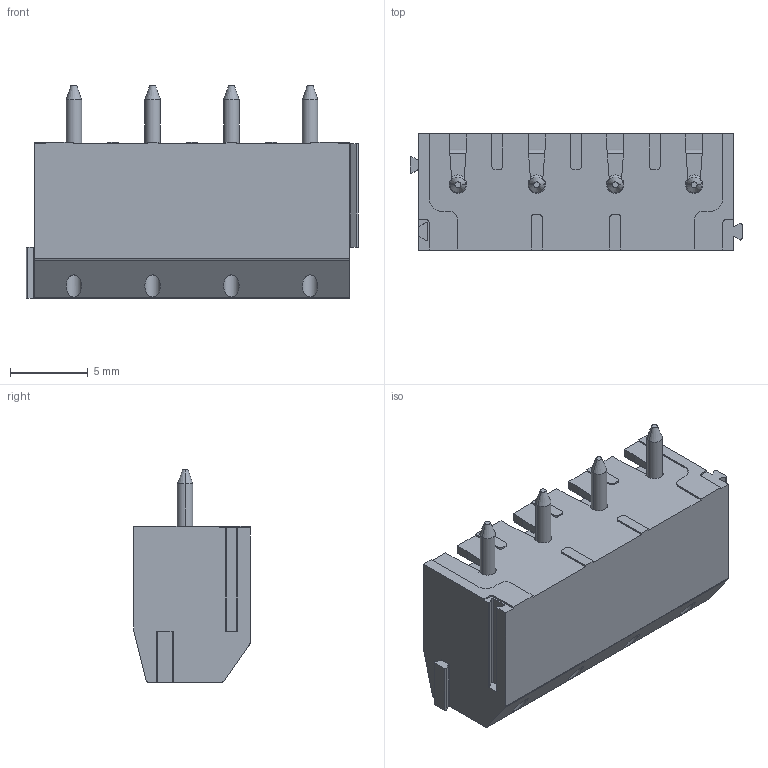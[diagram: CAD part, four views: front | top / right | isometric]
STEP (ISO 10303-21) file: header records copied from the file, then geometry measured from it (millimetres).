
FILE_DESCRIPTION((''),'2;1');
FILE_NAME('DB-H508-B001_ASM','2022-01-06T17:20:39',('Administrator'),(''),'CREO PARAMETRIC BY PTC INC, 2018500','CREO PARAMETRIC BY PTC INC, 2018500','');
FILE_SCHEMA(('AUTOMOTIVE_DESIGN { 1 0 10303 214 1 1 1 1 }'));
Length unit declared in the file: millimetre
Products named in the file (5): DB-H508-1001; DB-H500-2001; DB-H500-5001; DB-H500-5002; DB-H508-B001_ASM
Assembly tree (13 placements, depth 2):
  DB-H508-B001_ASM
    DB-H508-1001
    DB-H500-2001  x4
    DB-H500-5001  x4
    DB-H500-5002  x4
Bounding box: 21.42 x 7.5 x 13.7 mm (x, y, z)
Volume: 1013.2 mm3; surface area: 2759.6 mm2
Topology: 13 solids, 13 shells, 838 faces, 2271 edges, 1470 vertices
Faces by surface type: plane 393, cylinder 289, bspline 64, cone 52, torus 40
Entity records: 21524 total; most frequent: CARTESIAN_POINT 7298, ORIENTED_EDGE 2760, DIRECTION 2432, EDGE_CURVE 1380, VERTEX_POINT 897, VECTOR 818, LINE 818, AXIS2_PLACEMENT_3D 807
